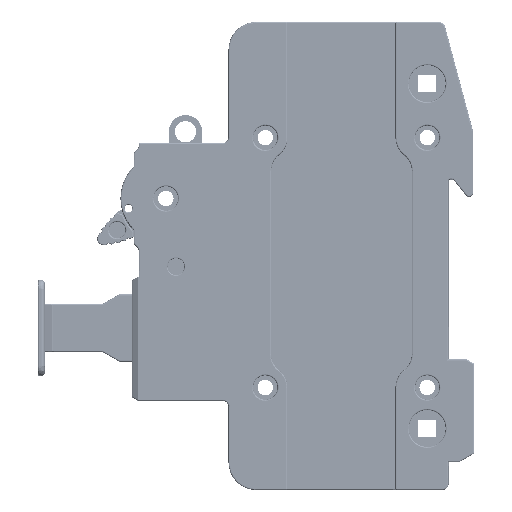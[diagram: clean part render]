
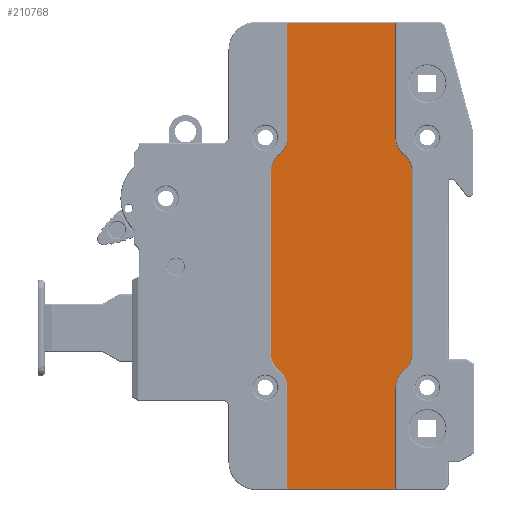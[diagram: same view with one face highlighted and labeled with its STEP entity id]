
A CAD part, left-side view. The second image highlights one B-rep face of the part: STEP entity #210768.
In plain terms, the highlighted planar face has unit normal (-1, 0, 0).
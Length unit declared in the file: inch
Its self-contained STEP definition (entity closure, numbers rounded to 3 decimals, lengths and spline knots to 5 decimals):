
#2382 = CARTESIAN_POINT ( 'NONE',  ( -0.87614, 2.23074, 1.90461 ) ) ;
#2935 = VECTOR ( 'NONE', #211187, 39.37008 ) ;
#5794 = DIRECTION ( 'NONE',  ( -1., 0., 0. ) ) ;
#10031 = CARTESIAN_POINT ( 'NONE',  ( -0.87614, 1.94333, 2.70382 ) ) ;
#10583 = VERTEX_POINT ( 'NONE', #349488 ) ;
#12357 = CARTESIAN_POINT ( 'NONE',  ( -0.87614, 1.8367, 2.8396 ) ) ;
#13512 = AXIS2_PLACEMENT_3D ( 'NONE', #61129, #253323, #256859 ) ;
#14352 = DIRECTION ( 'NONE',  ( 0., 0., -1. ) ) ;
#15756 = DIRECTION ( 'NONE',  ( -1., 0., 0. ) ) ;
#16521 = CARTESIAN_POINT ( 'NONE',  ( -0.87614, 2.23074, 5.54437 ) ) ;
#24236 = LINE ( 'NONE', #31086, #311482 ) ;
#25494 = EDGE_CURVE ( 'NONE', #10583, #80956, #24236, .T. ) ;
#25625 = CIRCLE ( 'NONE', #33489, 0.17265 ) ;
#30460 = DIRECTION ( 'NONE',  ( 0., -1., 0. ) ) ;
#31086 = CARTESIAN_POINT ( 'NONE',  ( -0.87614, 0.92879, 1.90461 ) ) ;
#31356 = EDGE_CURVE ( 'NONE', #67747, #243391, #97444, .T. ) ;
#33293 = ORIENTED_EDGE ( 'NONE', *, *, #284320, .T. ) ;
#33489 = AXIS2_PLACEMENT_3D ( 'NONE', #10031, #345833, #263234 ) ;
#45200 = VERTEX_POINT ( 'NONE', #311591 ) ;
#45295 = VERTEX_POINT ( 'NONE', #208091 ) ;
#49455 = ORIENTED_EDGE ( 'NONE', *, *, #239424, .T. ) ;
#49656 = VERTEX_POINT ( 'NONE', #151697 ) ;
#52658 = FACE_OUTER_BOUND ( 'NONE', #344552, .T. ) ;
#56422 = CARTESIAN_POINT ( 'NONE',  ( -0.87614, 0.92879, 1.91445 ) ) ;
#57270 = AXIS2_PLACEMENT_3D ( 'NONE', #119682, #343522, #347143 ) ;
#59571 = ORIENTED_EDGE ( 'NONE', *, *, #176891, .T. ) ;
#61129 = CARTESIAN_POINT ( 'NONE',  ( -0.87614, 1.94333, 4.65205 ) ) ;
#62154 = CARTESIAN_POINT ( 'NONE',  ( -0.87614, 0.75614, 2.70382 ) ) ;
#64433 = DIRECTION ( 'NONE',  ( 0., -1., 0. ) ) ;
#66645 = VERTEX_POINT ( 'NONE', #199436 ) ;
#67747 = VERTEX_POINT ( 'NONE', #311436 ) ;
#71867 = DIRECTION ( 'NONE',  ( 0., 0., -1. ) ) ;
#72376 = LINE ( 'NONE', #151819, #272769 ) ;
#72629 = LINE ( 'NONE', #201800, #303214 ) ;
#72768 = VERTEX_POINT ( 'NONE', #56422 ) ;
#74940 = ORIENTED_EDGE ( 'NONE', *, *, #132342, .T. ) ;
#76250 = CARTESIAN_POINT ( 'NONE',  ( -0.87614, 1.77068, 4.65205 ) ) ;
#80956 = VERTEX_POINT ( 'NONE', #189493 ) ;
#83386 = VECTOR ( 'NONE', #96657, 39.37008 ) ;
#85940 = DIRECTION ( 'NONE',  ( 0., 0., 1. ) ) ;
#87729 = DIRECTION ( 'NONE',  ( 0., 0., -1. ) ) ;
#96657 = DIRECTION ( 'NONE',  ( 0., 0., 1. ) ) ;
#96896 = CARTESIAN_POINT ( 'NONE',  ( -0.87614, 0.86278, 4.51627 ) ) ;
#97444 = CIRCLE ( 'NONE', #246287, 0.16 ) ;
#99408 = EDGE_CURVE ( 'NONE', #229741, #101371, #147208, .T. ) ;
#101371 = VERTEX_POINT ( 'NONE', #96896 ) ;
#104105 = ORIENTED_EDGE ( 'NONE', *, *, #31356, .T. ) ;
#106435 = CIRCLE ( 'NONE', #131016, 0.16 ) ;
#107628 = LINE ( 'NONE', #141056, #177409 ) ;
#110005 = VERTEX_POINT ( 'NONE', #354793 ) ;
#111833 = ORIENTED_EDGE ( 'NONE', *, *, #155060, .T. ) ;
#119682 = CARTESIAN_POINT ( 'NONE',  ( -0.87614, 0.9616, 4.39044 ) ) ;
#126596 = ORIENTED_EDGE ( 'NONE', *, *, #343294, .T. ) ;
#126860 = EDGE_CURVE ( 'NONE', #243391, #229741, #107628, .T. ) ;
#131016 = AXIS2_PLACEMENT_3D ( 'NONE', #274492, #158848, #353496 ) ;
#131170 = CARTESIAN_POINT ( 'NONE',  ( -0.87614, 0.9616, 2.96544 ) ) ;
#132342 = EDGE_CURVE ( 'NONE', #66645, #220137, #133535, .T. ) ;
#132916 = VERTEX_POINT ( 'NONE', #12357 ) ;
#133535 = LINE ( 'NONE', #247767, #255546 ) ;
#134913 = AXIS2_PLACEMENT_3D ( 'NONE', #339145, #5794, #284532 ) ;
#141056 = CARTESIAN_POINT ( 'NONE',  ( -0.87614, 0.8016, 1.90461 ) ) ;
#142485 = EDGE_CURVE ( 'NONE', #72768, #45200, #340154, .T. ) ;
#147208 = CIRCLE ( 'NONE', #57270, 0.16 ) ;
#151697 = CARTESIAN_POINT ( 'NONE',  ( -0.87614, 1.77068, 5.54437 ) ) ;
#151819 = CARTESIAN_POINT ( 'NONE',  ( -0.87614, 1.77068, 1.90461 ) ) ;
#152532 = DIRECTION ( 'NONE',  ( 0., 0., -1. ) ) ;
#155060 = EDGE_CURVE ( 'NONE', #220137, #132916, #106435, .T. ) ;
#158848 = DIRECTION ( 'NONE',  ( -1., 0., 0. ) ) ;
#161828 = EDGE_CURVE ( 'NONE', #49656, #304131, #72376, .T. ) ;
#165908 = VERTEX_POINT ( 'NONE', #319601 ) ;
#167373 = DIRECTION ( 'NONE',  ( 0., 0., -1. ) ) ;
#169160 = DIRECTION ( 'NONE',  ( 1., 0., 0. ) ) ;
#169742 = ORIENTED_EDGE ( 'NONE', *, *, #99408, .T. ) ;
#173250 = CIRCLE ( 'NONE', #134913, 0.16 ) ;
#176891 = EDGE_CURVE ( 'NONE', #80956, #49656, #181419, .T. ) ;
#177409 = VECTOR ( 'NONE', #260380, 39.37008 ) ;
#178093 = ORIENTED_EDGE ( 'NONE', *, *, #126860, .T. ) ;
#181419 = LINE ( 'NONE', #16521, #2935 ) ;
#184324 = EDGE_CURVE ( 'NONE', #304131, #110005, #304467, .T. ) ;
#185724 = AXIS2_PLACEMENT_3D ( 'NONE', #2382, #197134, #30460 ) ;
#189493 = CARTESIAN_POINT ( 'NONE',  ( -0.87614, 0.92879, 5.54437 ) ) ;
#197134 = DIRECTION ( 'NONE',  ( -1., 0., 0. ) ) ;
#199436 = CARTESIAN_POINT ( 'NONE',  ( -0.87614, 1.89787, 4.39088 ) ) ;
#201800 = CARTESIAN_POINT ( 'NONE',  ( -0.87614, 1.77068, 1.90461 ) ) ;
#206719 = ORIENTED_EDGE ( 'NONE', *, *, #258682, .T. ) ;
#207903 = LINE ( 'NONE', #230913, #277803 ) ;
#208091 = CARTESIAN_POINT ( 'NONE',  ( -0.87614, 1.77068, 1.91445 ) ) ;
#209027 = CARTESIAN_POINT ( 'NONE',  ( -0.87614, 1.89787, 2.96544 ) ) ;
#210768 = ADVANCED_FACE ( 'NONE', ( #52658 ), #306572, .T. ) ;
#211187 = DIRECTION ( 'NONE',  ( 0., 1., 0. ) ) ;
#211359 = CIRCLE ( 'NONE', #303427, 0.17265 ) ;
#220137 = VERTEX_POINT ( 'NONE', #209027 ) ;
#225853 = ORIENTED_EDGE ( 'NONE', *, *, #290797, .T. ) ;
#228508 = DIRECTION ( 'NONE',  ( 0., 0., -1. ) ) ;
#229741 = VERTEX_POINT ( 'NONE', #231683 ) ;
#230913 = CARTESIAN_POINT ( 'NONE',  ( -0.87614, 2.23074, 1.91445 ) ) ;
#231683 = CARTESIAN_POINT ( 'NONE',  ( -0.87614, 0.8016, 4.39044 ) ) ;
#239424 = EDGE_CURVE ( 'NONE', #45295, #72768, #207903, .T. ) ;
#240969 = ORIENTED_EDGE ( 'NONE', *, *, #161828, .T. ) ;
#243391 = VERTEX_POINT ( 'NONE', #253503 ) ;
#246287 = AXIS2_PLACEMENT_3D ( 'NONE', #131170, #15756, #71867 ) ;
#247767 = CARTESIAN_POINT ( 'NONE',  ( -0.87614, 1.89787, 4.39088 ) ) ;
#253323 = DIRECTION ( 'NONE',  ( 1., 0., 0. ) ) ;
#253503 = CARTESIAN_POINT ( 'NONE',  ( -0.87614, 0.8016, 2.96544 ) ) ;
#255546 = VECTOR ( 'NONE', #167373, 39.37008 ) ;
#256859 = DIRECTION ( 'NONE',  ( 0., 0., -1. ) ) ;
#258682 = EDGE_CURVE ( 'NONE', #132916, #165908, #25625, .T. ) ;
#259296 = ORIENTED_EDGE ( 'NONE', *, *, #25494, .T. ) ;
#260380 = DIRECTION ( 'NONE',  ( 0., 0., 1. ) ) ;
#263234 = DIRECTION ( 'NONE',  ( 0., 0., -1. ) ) ;
#265829 = CARTESIAN_POINT ( 'NONE',  ( -0.87614, 0.75614, 4.65205 ) ) ;
#267011 = CIRCLE ( 'NONE', #284394, 0.17265 ) ;
#272769 = VECTOR ( 'NONE', #14352, 39.37008 ) ;
#274492 = CARTESIAN_POINT ( 'NONE',  ( -0.87614, 1.73787, 2.96544 ) ) ;
#277803 = VECTOR ( 'NONE', #64433, 39.37008 ) ;
#284320 = EDGE_CURVE ( 'NONE', #110005, #66645, #173250, .T. ) ;
#284394 = AXIS2_PLACEMENT_3D ( 'NONE', #62154, #169160, #87729 ) ;
#284532 = DIRECTION ( 'NONE',  ( 0., 0., -1. ) ) ;
#289936 = EDGE_CURVE ( 'NONE', #45200, #67747, #267011, .T. ) ;
#290797 = EDGE_CURVE ( 'NONE', #101371, #10583, #211359, .T. ) ;
#293286 = ORIENTED_EDGE ( 'NONE', *, *, #289936, .T. ) ;
#303214 = VECTOR ( 'NONE', #228508, 39.37008 ) ;
#303427 = AXIS2_PLACEMENT_3D ( 'NONE', #265829, #346040, #152532 ) ;
#304131 = VERTEX_POINT ( 'NONE', #76250 ) ;
#304467 = CIRCLE ( 'NONE', #13512, 0.17265 ) ;
#306129 = ORIENTED_EDGE ( 'NONE', *, *, #142485, .T. ) ;
#306572 = PLANE ( 'NONE',  #185724 ) ;
#311436 = CARTESIAN_POINT ( 'NONE',  ( -0.87614, 0.86278, 2.8396 ) ) ;
#311482 = VECTOR ( 'NONE', #85940, 39.37008 ) ;
#311591 = CARTESIAN_POINT ( 'NONE',  ( -0.87614, 0.92879, 2.70382 ) ) ;
#319601 = CARTESIAN_POINT ( 'NONE',  ( -0.87614, 1.77068, 2.70382 ) ) ;
#339145 = CARTESIAN_POINT ( 'NONE',  ( -0.87614, 1.73787, 4.39044 ) ) ;
#340154 = LINE ( 'NONE', #344757, #83386 ) ;
#343294 = EDGE_CURVE ( 'NONE', #165908, #45295, #72629, .T. ) ;
#343522 = DIRECTION ( 'NONE',  ( -1., 0., 0. ) ) ;
#344552 = EDGE_LOOP ( 'NONE', ( #126596, #49455, #306129, #293286, #104105, #178093, #169742, #225853, #259296, #59571, #240969, #347704, #33293, #74940, #111833, #206719 ) ) ;
#344757 = CARTESIAN_POINT ( 'NONE',  ( -0.87614, 0.92879, 1.90461 ) ) ;
#345833 = DIRECTION ( 'NONE',  ( 1., 0., 0. ) ) ;
#346040 = DIRECTION ( 'NONE',  ( 1., 0., 0. ) ) ;
#347143 = DIRECTION ( 'NONE',  ( 0., 0., -1. ) ) ;
#347704 = ORIENTED_EDGE ( 'NONE', *, *, #184324, .T. ) ;
#349488 = CARTESIAN_POINT ( 'NONE',  ( -0.87614, 0.92879, 4.65205 ) ) ;
#353496 = DIRECTION ( 'NONE',  ( 0., 0., -1. ) ) ;
#354793 = CARTESIAN_POINT ( 'NONE',  ( -0.87614, 1.8367, 4.51627 ) ) ;
